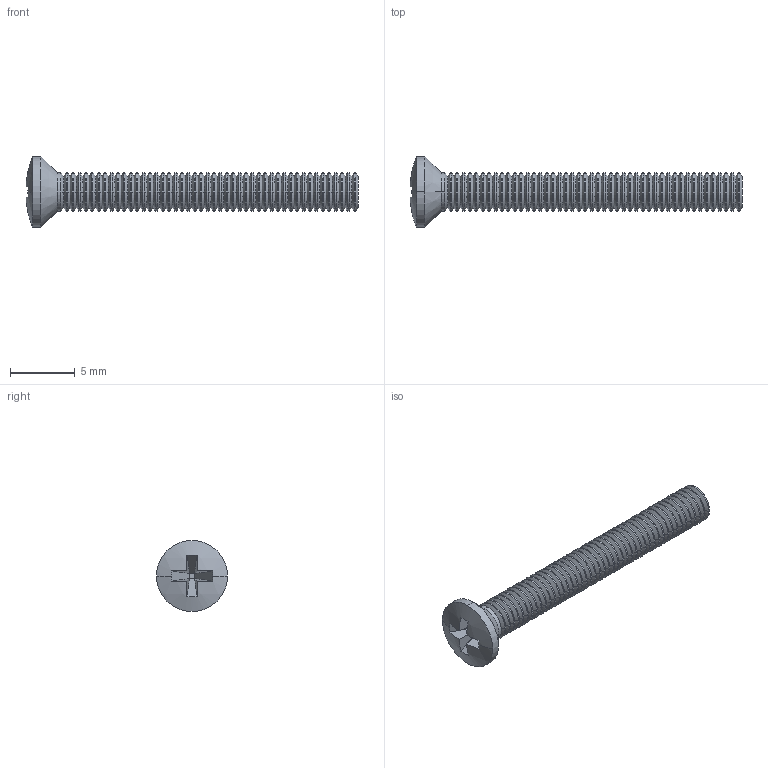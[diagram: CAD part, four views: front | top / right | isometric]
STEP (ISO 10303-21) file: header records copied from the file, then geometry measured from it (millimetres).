
FILE_DESCRIPTION (( 'STEP AP214' ), '1' );
FILE_NAME ('m3-25mm.STEP', '2021-08-31T19:26:08', ( '' ), ( '' ), 'SwSTEP 2.0', 'SolidWorks 2019', '' );
FILE_SCHEMA (( 'AUTOMOTIVE_DESIGN' ));
Length unit declared in the file: millimetre
Products named in the file (1): m3-25mm
Bounding box: 25.7 x 5.5 x 5.5 mm (x, y, z)
Volume: 177.3 mm3; surface area: 396.7 mm2
Topology: 1 solids, 1 shells, 300 faces, 790 edges, 492 vertices
Faces by surface type: cone 188, cylinder 96, plane 14, sphere 2
Entity records: 9446 total; most frequent: DIRECTION 1882, CARTESIAN_POINT 1583, ORIENTED_EDGE 1580, AXIS2_PLACEMENT_3D 791, EDGE_CURVE 790, VERTEX_POINT 492, CIRCLE 490, ADVANCED_FACE 300
